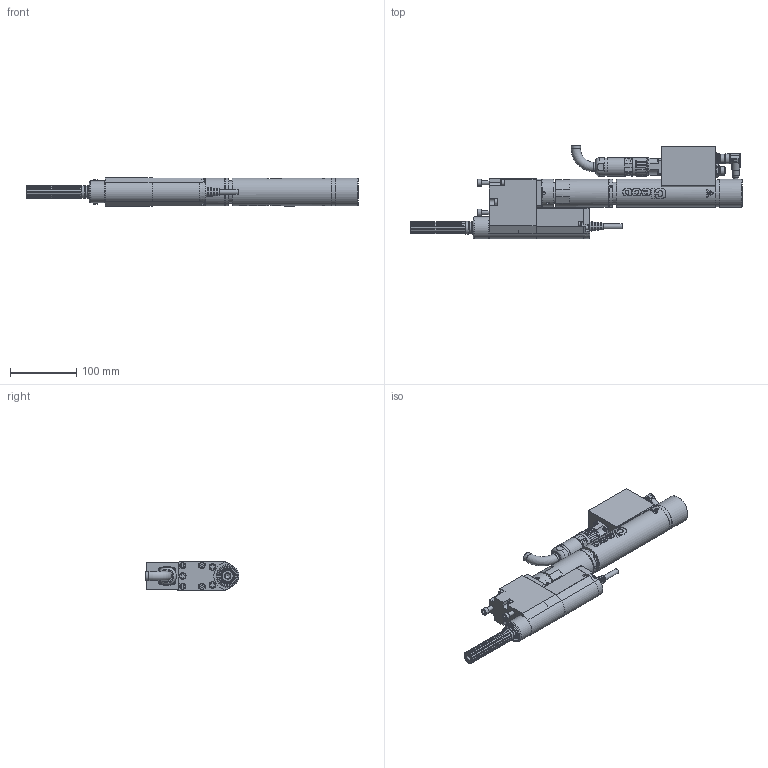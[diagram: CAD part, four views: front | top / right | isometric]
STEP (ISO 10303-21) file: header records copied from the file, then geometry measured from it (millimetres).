
FILE_DESCRIPTION(/* description */ (''),/* implementation_level */ '2;1');
FILE_NAME(/* name */ '1BD12T1O-A_IAM_001.iam.step',/* time_stamp */ '2021-07-22T13:56:22+02:00',/* author */ ('cideon'),/* organization */ (''),/* preprocessor_version */ 'ST-DEVELOPER v17.2',/* originating_system */ 'Autodesk Inventor 2019',/* authorisation */ '');
FILE_SCHEMA (('AUTOMOTIVE_DESIGN { 1 0 10303 214 3 1 1 }'));
Products named in the file (1): Bauteil5
Bounding box: 501.8 x 141.99 x 42.55 mm (x, y, z)
Volume: 870591.1 mm3; surface area: 211462.6 mm2
Topology: 2 solids, 2 shells, 3961 faces, 10938 edges, 7214 vertices
Faces by surface type: plane 2358, cylinder 807, bspline 371, cone 262, torus 147, sphere 16
Full cylindrical faces by diameter (mm): 0.434 x2, 0.6 x16, 0.9 x8, 1.83 x2, 2.5 x4, 3 x4, 3.5 x4, 4 x7, 4.2 x4, 4.3 x4, 4.8 x1, 5 x4, 5.1 x1, 5.2 x1, 5.5 x4, 5.9 x1, 6 x8, 6.3 x1, 6.4 x1, 6.8 x1, 7 x4, 7.2 x4, 7.3 x2, 8 x4, 8.5 x4, 9 x1, 10 x4, 10.9 x2, 11.4 x2, 11.426 x1
Entity records: 191391 total; most frequent: CARTESIAN_POINT 90935, ORIENTED_EDGE 21830, DIRECTION 18935, EDGE_CURVE 10915, VERTEX_POINT 7214, AXIS2_PLACEMENT_3D 6478, LINE 5979, VECTOR 5979
